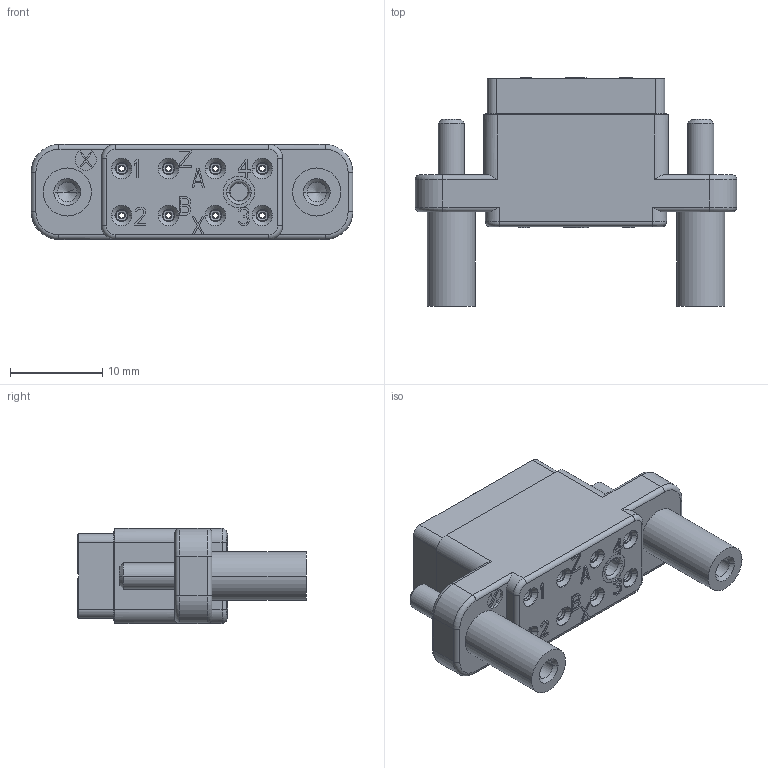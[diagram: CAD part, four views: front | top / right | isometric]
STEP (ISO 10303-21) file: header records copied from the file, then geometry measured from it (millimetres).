
FILE_DESCRIPTION((''),'2;1');
FILE_NAME('00158125102','2020-09-23T',('presta_be4'),(''),'CREO PARAMETRIC BY PTC INC, 2018360','CREO PARAMETRIC BY PTC INC, 2018360','');
FILE_SCHEMA(('CONFIG_CONTROL_DESIGN'));
Length unit declared in the file: millimetre
Products named in the file (1): 00158125102
Bounding box: 34.8 x 24.7 x 10.3 mm (x, y, z)
Volume: 3528.1 mm3; surface area: 3818.7 mm2
Topology: 1 solids, 1 shells, 1222 faces, 3064 edges, 1911 vertices
Faces by surface type: plane 594, cylinder 252, cone 202, torus 174
Entity records: 37391 total; most frequent: CARTESIAN_POINT 8179, ORIENTED_EDGE 6112, DIRECTION 6081, EDGE_CURVE 3056, AXIS2_PLACEMENT_3D 2195, VERTEX_POINT 1909, VECTOR 1691, LINE 1691
